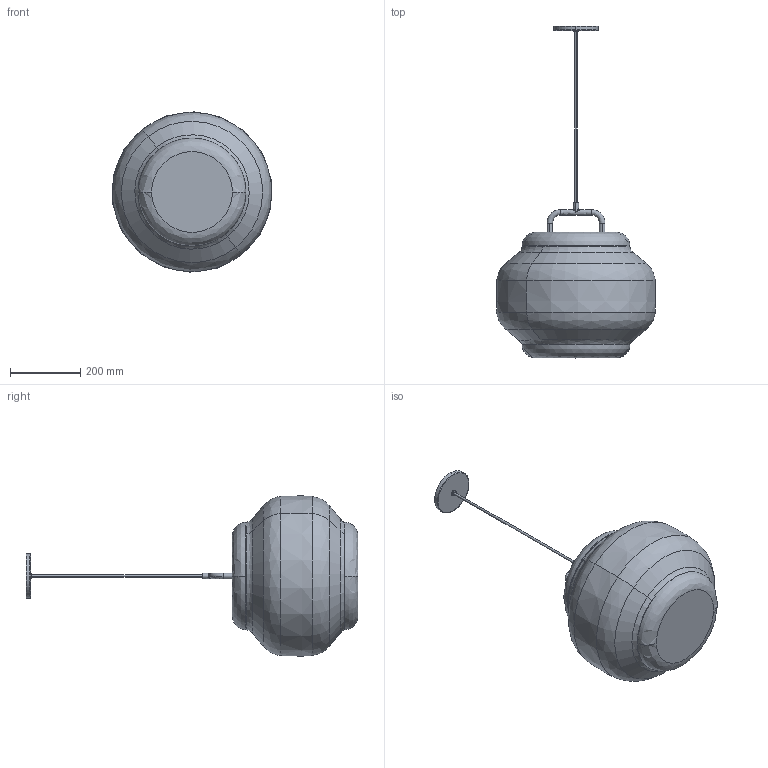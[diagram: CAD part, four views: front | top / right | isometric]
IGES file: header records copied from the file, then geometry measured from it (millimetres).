
Start section: SolidWorks IGES file using analytic representation for surfaces
Global section: file name: ESPRP2_Esper Pendant 02.IGS; native system: SolidWorks 2015; preprocessor: SolidWorks 2015; author: Design; date: 190712.160214; units: millimetre
Bounding box: 453.18 x 945.6 x 456.59 mm (x, y, z)
Volume: 43507338.2 mm3; surface area: 678993.9 mm2
Topology: 1 solids, 1 shells, 50 faces, 109 edges, 62 vertices
Faces by surface type: revolution 40, plane 8, bspline 2
